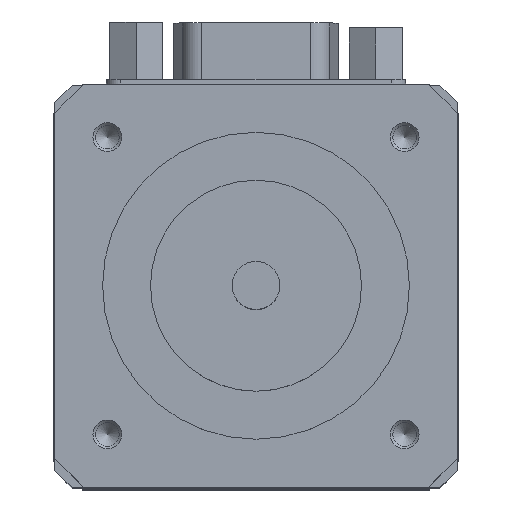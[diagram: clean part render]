
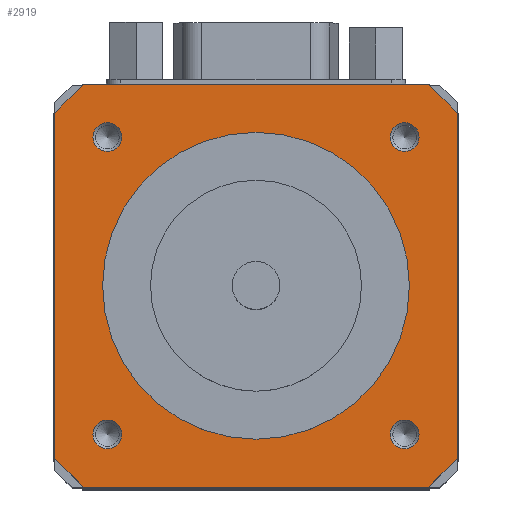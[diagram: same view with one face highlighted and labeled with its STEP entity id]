
A CAD part, top view. The second image highlights one B-rep face of the part: STEP entity #2919.
In plain terms, the highlighted planar face has unit normal (0, 0, 1).
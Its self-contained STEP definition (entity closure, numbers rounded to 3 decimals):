
#74=CIRCLE('',#3063,1.5);
#75=CIRCLE('',#3064,1.5);
#76=CIRCLE('',#3065,1.5);
#77=CIRCLE('',#3066,1.5);
#78=CIRCLE('',#3067,16.);
#206=ORIENTED_EDGE('',*,*,#750,.T.);
#207=ORIENTED_EDGE('',*,*,#751,.F.);
#208=ORIENTED_EDGE('',*,*,#752,.T.);
#209=ORIENTED_EDGE('',*,*,#753,.F.);
#210=ORIENTED_EDGE('',*,*,#754,.F.);
#211=ORIENTED_EDGE('',*,*,#736,.T.);
#212=ORIENTED_EDGE('',*,*,#755,.T.);
#213=ORIENTED_EDGE('',*,*,#746,.T.);
#214=ORIENTED_EDGE('',*,*,#756,.T.);
#215=ORIENTED_EDGE('',*,*,#744,.T.);
#216=ORIENTED_EDGE('',*,*,#757,.T.);
#217=ORIENTED_EDGE('',*,*,#740,.T.);
#218=ORIENTED_EDGE('',*,*,#758,.T.);
#736=EDGE_CURVE('',#1009,#1008,#1196,.T.);
#740=EDGE_CURVE('',#1013,#1012,#1200,.T.);
#744=EDGE_CURVE('',#1017,#1016,#1204,.T.);
#746=EDGE_CURVE('',#1018,#1019,#1206,.T.);
#750=EDGE_CURVE('',#1022,#1022,#74,.T.);
#751=EDGE_CURVE('',#1023,#1023,#75,.T.);
#752=EDGE_CURVE('',#1024,#1024,#76,.T.);
#753=EDGE_CURVE('',#1025,#1025,#77,.T.);
#754=EDGE_CURVE('',#1026,#1026,#78,.T.);
#755=EDGE_CURVE('',#1008,#1018,#1210,.T.);
#756=EDGE_CURVE('',#1019,#1017,#1211,.T.);
#757=EDGE_CURVE('',#1016,#1013,#1212,.T.);
#758=EDGE_CURVE('',#1012,#1009,#1213,.T.);
#1008=VERTEX_POINT('',#3968);
#1009=VERTEX_POINT('',#3970);
#1012=VERTEX_POINT('',#3977);
#1013=VERTEX_POINT('',#3979);
#1016=VERTEX_POINT('',#3986);
#1017=VERTEX_POINT('',#3988);
#1018=VERTEX_POINT('',#3992);
#1019=VERTEX_POINT('',#3993);
#1022=VERTEX_POINT('',#4001);
#1023=VERTEX_POINT('',#4003);
#1024=VERTEX_POINT('',#4005);
#1025=VERTEX_POINT('',#4007);
#1026=VERTEX_POINT('',#4009);
#1196=LINE('',#3969,#1396);
#1200=LINE('',#3978,#1400);
#1204=LINE('',#3987,#1404);
#1206=LINE('',#3991,#1406);
#1210=LINE('',#4010,#1410);
#1211=LINE('',#4011,#1411);
#1212=LINE('',#4012,#1412);
#1213=LINE('',#4013,#1413);
#1396=VECTOR('',#3323,1000.);
#1400=VECTOR('',#3329,1000.);
#1404=VECTOR('',#3335,1000.);
#1406=VECTOR('',#3339,1000.);
#1410=VECTOR('',#3355,1000.);
#1411=VECTOR('',#3356,1000.);
#1412=VECTOR('',#3357,1000.);
#1413=VECTOR('',#3358,1000.);
#1563=EDGE_LOOP('',(#206));
#1564=EDGE_LOOP('',(#207));
#1565=EDGE_LOOP('',(#208));
#1566=EDGE_LOOP('',(#209));
#1567=EDGE_LOOP('',(#210));
#1568=EDGE_LOOP('',(#211,#212,#213,#214,#215,#216,#217,#218));
#1741=FACE_BOUND('',#1563,.T.);
#1742=FACE_BOUND('',#1564,.T.);
#1743=FACE_BOUND('',#1565,.T.);
#1744=FACE_BOUND('',#1566,.T.);
#1745=FACE_BOUND('',#1567,.T.);
#1746=FACE_BOUND('',#1568,.T.);
#1919=PLANE('',#3062);
#2919=ADVANCED_FACE('',(#1741,#1742,#1743,#1744,#1745,#1746),#1919,.T.);
#3062=AXIS2_PLACEMENT_3D('',#3999,#3343,#3344);
#3063=AXIS2_PLACEMENT_3D('',#4000,#3345,#3346);
#3064=AXIS2_PLACEMENT_3D('',#4002,#3347,#3348);
#3065=AXIS2_PLACEMENT_3D('',#4004,#3349,#3350);
#3066=AXIS2_PLACEMENT_3D('',#4006,#3351,#3352);
#3067=AXIS2_PLACEMENT_3D('',#4008,#3353,#3354);
#3323=DIRECTION('',(-1.,0.,0.));
#3329=DIRECTION('',(0.,1.,0.));
#3335=DIRECTION('',(1.,0.,0.));
#3339=DIRECTION('',(0.,-1.,0.));
#3343=DIRECTION('',(0.,0.,1.));
#3344=DIRECTION('',(1.,0.,0.));
#3345=DIRECTION('',(0.,0.,-1.));
#3346=DIRECTION('',(-1.,0.,0.));
#3347=DIRECTION('',(0.,0.,1.));
#3348=DIRECTION('',(1.,0.,0.));
#3349=DIRECTION('',(0.,0.,-1.));
#3350=DIRECTION('',(-1.,0.,0.));
#3351=DIRECTION('',(0.,0.,1.));
#3352=DIRECTION('',(1.,0.,0.));
#3353=DIRECTION('',(0.,0.,1.));
#3354=DIRECTION('',(1.,0.,0.));
#3355=DIRECTION('',(-0.707,-0.707,0.));
#3356=DIRECTION('',(0.707,-0.707,0.));
#3357=DIRECTION('',(0.707,0.707,0.));
#3358=DIRECTION('',(-0.707,0.707,0.));
#3968=CARTESIAN_POINT('',(-18.,21.,0.));
#3969=CARTESIAN_POINT('',(19.174,21.,0.));
#3970=CARTESIAN_POINT('',(18.,21.,0.));
#3977=CARTESIAN_POINT('',(21.,18.,0.));
#3978=CARTESIAN_POINT('',(21.,-19.174,0.));
#3979=CARTESIAN_POINT('',(21.,-18.,0.));
#3986=CARTESIAN_POINT('',(18.,-21.,0.));
#3987=CARTESIAN_POINT('',(-19.174,-21.,0.));
#3988=CARTESIAN_POINT('',(-18.,-21.,0.));
#3991=CARTESIAN_POINT('',(-21.,19.174,0.));
#3992=CARTESIAN_POINT('',(-21.,18.,0.));
#3993=CARTESIAN_POINT('',(-21.,-18.,0.));
#3999=CARTESIAN_POINT('',(0.,0.,0.));
#4000=CARTESIAN_POINT('',(-15.5,15.5,0.));
#4001=CARTESIAN_POINT('',(-17.,15.5,0.));
#4002=CARTESIAN_POINT('',(15.5,15.5,0.));
#4003=CARTESIAN_POINT('',(17.,15.5,0.));
#4004=CARTESIAN_POINT('',(-15.5,-15.5,0.));
#4005=CARTESIAN_POINT('',(-17.,-15.5,0.));
#4006=CARTESIAN_POINT('',(15.5,-15.5,0.));
#4007=CARTESIAN_POINT('',(17.,-15.5,0.));
#4008=CARTESIAN_POINT('',(0.,0.,0.));
#4009=CARTESIAN_POINT('',(16.,0.,0.));
#4010=CARTESIAN_POINT('',(-18.,21.,0.));
#4011=CARTESIAN_POINT('',(-21.,-18.,0.));
#4012=CARTESIAN_POINT('',(18.,-21.,0.));
#4013=CARTESIAN_POINT('',(21.,18.,0.));
